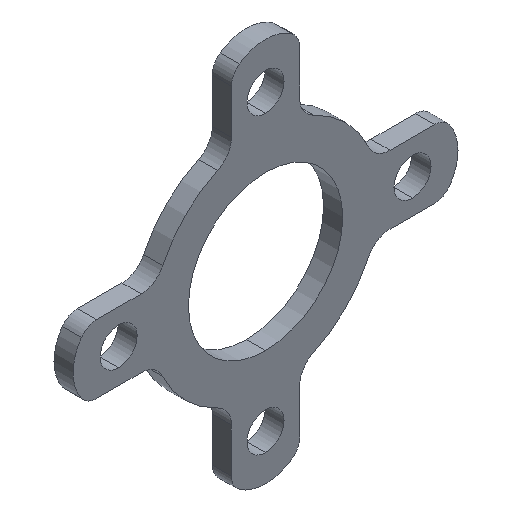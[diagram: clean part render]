
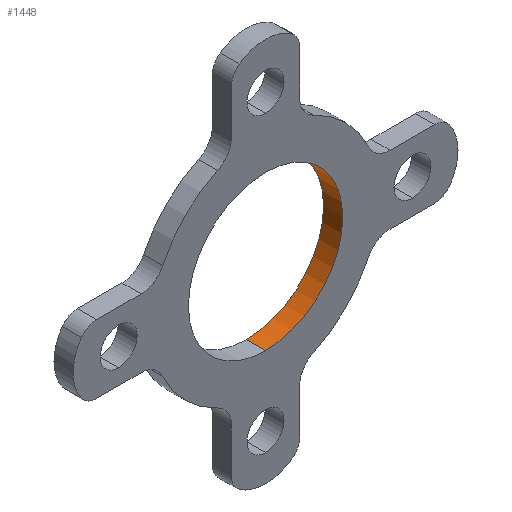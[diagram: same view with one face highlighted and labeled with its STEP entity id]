
A CAD part, isometric view. The second image highlights one B-rep face of the part: STEP entity #1448.
In plain terms, the highlighted cylindrical face has radius 6.564 mm (diameter 13.127 mm), a partial arc.
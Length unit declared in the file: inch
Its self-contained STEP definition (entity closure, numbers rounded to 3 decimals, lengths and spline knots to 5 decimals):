
#16 = CYLINDRICAL_SURFACE ( 'NONE', #1432, 0.25841 ) ;
#76 = ORIENTED_EDGE ( 'NONE', *, *, #728, .F. ) ;
#86 = CARTESIAN_POINT ( 'NONE',  ( 0., 0., 0. ) ) ;
#122 = ORIENTED_EDGE ( 'NONE', *, *, #447, .F. ) ;
#126 = VECTOR ( 'NONE', #926, 39.37008 ) ;
#187 = CARTESIAN_POINT ( 'NONE',  ( 0., 0.0641, 0. ) ) ;
#296 = CARTESIAN_POINT ( 'NONE',  ( 0., 0.0641, 0.25841 ) ) ;
#348 = LINE ( 'NONE', #1304, #1275 ) ;
#384 = DIRECTION ( 'NONE',  ( 0., -1., 0. ) ) ;
#412 = EDGE_LOOP ( 'NONE', ( #76, #516, #453, #122 ) ) ;
#427 = FACE_OUTER_BOUND ( 'NONE', #412, .T. ) ;
#444 = CARTESIAN_POINT ( 'NONE',  ( 0., 0.0641, -0.25841 ) ) ;
#447 = EDGE_CURVE ( 'NONE', #702, #1556, #808, .T. ) ;
#453 = ORIENTED_EDGE ( 'NONE', *, *, #831, .T. ) ;
#516 = ORIENTED_EDGE ( 'NONE', *, *, #1529, .T. ) ;
#541 = DIRECTION ( 'NONE',  ( 0., 1., 0. ) ) ;
#686 = DIRECTION ( 'NONE',  ( 0., -1., 0. ) ) ;
#702 = VERTEX_POINT ( 'NONE', #1280 ) ;
#728 = EDGE_CURVE ( 'NONE', #863, #702, #1033, .T. ) ;
#808 = CIRCLE ( 'NONE', #1026, 0.25841 ) ;
#831 = EDGE_CURVE ( 'NONE', #1441, #1556, #348, .T. ) ;
#839 = DIRECTION ( 'NONE',  ( 0., 1., 0. ) ) ;
#863 = VERTEX_POINT ( 'NONE', #996 ) ;
#926 = DIRECTION ( 'NONE',  ( 0., -1., 0. ) ) ;
#996 = CARTESIAN_POINT ( 'NONE',  ( 0., 0.0641, 0.25841 ) ) ;
#1026 = AXIS2_PLACEMENT_3D ( 'NONE', #86, #839, #1557 ) ;
#1033 = LINE ( 'NONE', #296, #126 ) ;
#1050 = DIRECTION ( 'NONE',  ( 0., 0., -1. ) ) ;
#1109 = AXIS2_PLACEMENT_3D ( 'NONE', #1382, #541, #1257 ) ;
#1257 = DIRECTION ( 'NONE',  ( 0., 0., 1. ) ) ;
#1275 = VECTOR ( 'NONE', #384, 39.37008 ) ;
#1280 = CARTESIAN_POINT ( 'NONE',  ( 0., 0., 0.25841 ) ) ;
#1304 = CARTESIAN_POINT ( 'NONE',  ( 0., 0.0641, -0.25841 ) ) ;
#1377 = CARTESIAN_POINT ( 'NONE',  ( 0., 0., -0.25841 ) ) ;
#1382 = CARTESIAN_POINT ( 'NONE',  ( 0., 0.0641, 0. ) ) ;
#1432 = AXIS2_PLACEMENT_3D ( 'NONE', #187, #686, #1050 ) ;
#1441 = VERTEX_POINT ( 'NONE', #444 ) ;
#1448 = ADVANCED_FACE ( 'NONE', ( #427 ), #16, .F. ) ;
#1529 = EDGE_CURVE ( 'NONE', #863, #1441, #1570, .T. ) ;
#1556 = VERTEX_POINT ( 'NONE', #1377 ) ;
#1557 = DIRECTION ( 'NONE',  ( 0., 0., 1. ) ) ;
#1570 = CIRCLE ( 'NONE', #1109, 0.25841 ) ;
